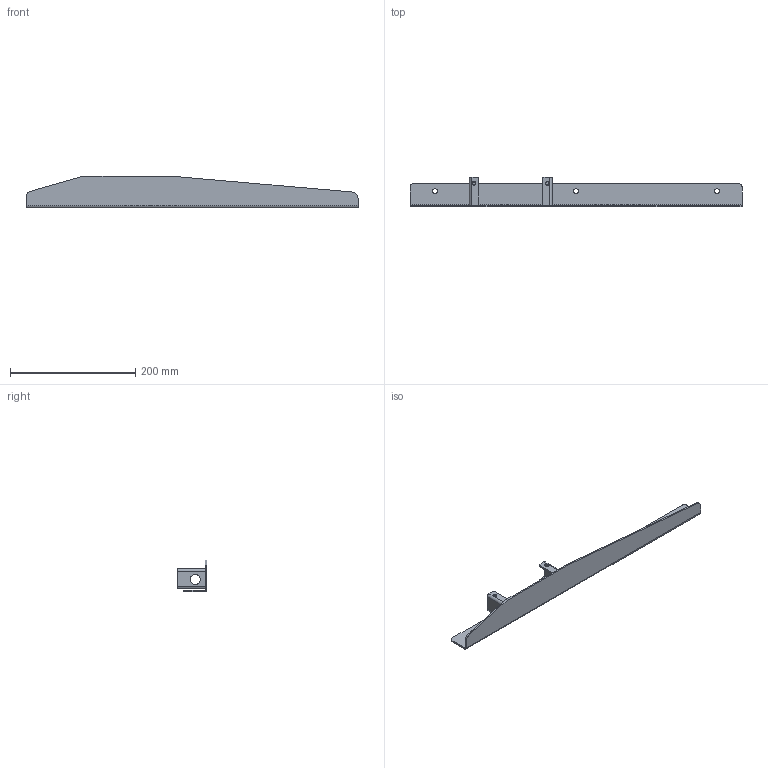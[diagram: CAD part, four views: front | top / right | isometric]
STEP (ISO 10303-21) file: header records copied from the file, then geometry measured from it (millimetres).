
FILE_DESCRIPTION((''),'2;1');
FILE_NAME('JC35TS-0330','2021-01-08T14:05:37',('sa'),('捷昌驱动'),'CREO PARAMETRIC BY PTC INC, 2018100','CREO PARAMETRIC BY PTC INC, 2018100','');
FILE_SCHEMA(('CONFIG_CONTROL_DESIGN'));
Length unit declared in the file: millimetre
Products named in the file (1): JC35TS-0330
Bounding box: 530 x 47.5 x 51 mm (x, y, z)
Volume: 111512 mm3; surface area: 91620.2 mm2
Topology: 1 solids, 3 shells, 66 faces, 184 edges, 124 vertices
Faces by surface type: cylinder 36, plane 30
Entity records: 2225 total; most frequent: DIRECTION 394, CARTESIAN_POINT 375, ORIENTED_EDGE 360, EDGE_CURVE 184, AXIS2_PLACEMENT_3D 143, VERTEX_POINT 124, VECTOR 108, LINE 108
